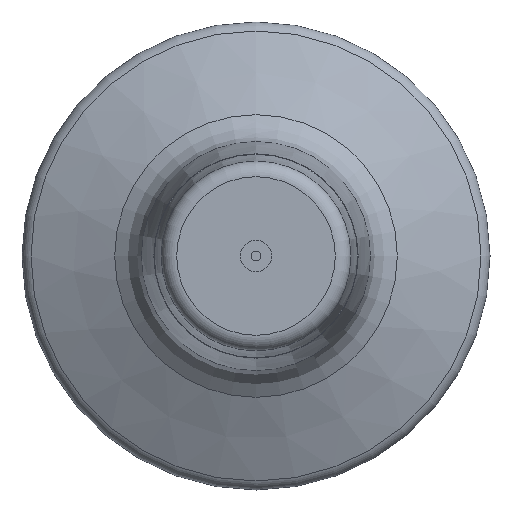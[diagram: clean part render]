
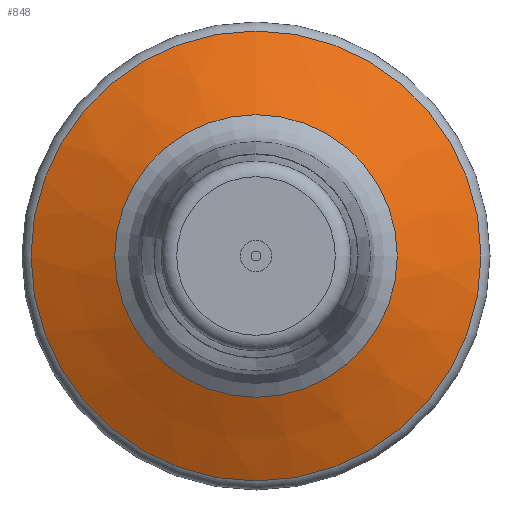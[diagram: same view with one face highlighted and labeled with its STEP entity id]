
A CAD part, front view. The second image highlights one B-rep face of the part: STEP entity #848.
In plain terms, the highlighted conical face has half-angle 65 degrees and reference radius 149.74 mm.
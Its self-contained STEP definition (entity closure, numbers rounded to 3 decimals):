
#5 = DIRECTION ( 'NONE',  ( 0., 1., 0. ) ) ;
#8 = CIRCLE ( 'NONE', #68, 288.452 ) ;
#68 = AXIS2_PLACEMENT_3D ( 'NONE', #393, #1136, #498 ) ;
#164 = ORIENTED_EDGE ( 'NONE', *, *, #180, .T. ) ;
#174 = FACE_BOUND ( 'NONE', #203, .T. ) ;
#180 = EDGE_CURVE ( 'NONE', #1225, #1225, #8, .T. ) ;
#203 = EDGE_LOOP ( 'NONE', ( #1114 ) ) ;
#255 = VERTEX_POINT ( 'NONE', #455 ) ;
#391 = CARTESIAN_POINT ( 'NONE',  ( 0., 354.573, 0. ) ) ;
#393 = CARTESIAN_POINT ( 'NONE',  ( 0., 404.615, 0. ) ) ;
#425 = CONICAL_SURFACE ( 'NONE', #572, 149.74, 1.134 ) ;
#455 = CARTESIAN_POINT ( 'NONE',  ( 0., 354.573, 181.136 ) ) ;
#474 = CARTESIAN_POINT ( 'NONE',  ( 0., 404.615, -288.452 ) ) ;
#495 = DIRECTION ( 'NONE',  ( 0., 0., 1. ) ) ;
#498 = DIRECTION ( 'NONE',  ( 0., 0., -1. ) ) ;
#569 = FACE_OUTER_BOUND ( 'NONE', #1027, .T. ) ;
#572 = AXIS2_PLACEMENT_3D ( 'NONE', #1266, #5, #1169 ) ;
#595 = CIRCLE ( 'NONE', #1146, 181.136 ) ;
#848 = ADVANCED_FACE ( 'NONE', ( #569, #174 ), #425, .T. ) ;
#995 = EDGE_CURVE ( 'NONE', #255, #255, #595, .T. ) ;
#1027 = EDGE_LOOP ( 'NONE', ( #164 ) ) ;
#1114 = ORIENTED_EDGE ( 'NONE', *, *, #995, .T. ) ;
#1135 = DIRECTION ( 'NONE',  ( 0., 1., 0. ) ) ;
#1136 = DIRECTION ( 'NONE',  ( 0., -1., 0. ) ) ;
#1146 = AXIS2_PLACEMENT_3D ( 'NONE', #391, #1135, #495 ) ;
#1169 = DIRECTION ( 'NONE',  ( 0., 0., 1. ) ) ;
#1225 = VERTEX_POINT ( 'NONE', #474 ) ;
#1266 = CARTESIAN_POINT ( 'NONE',  ( 0., 339.933, 0. ) ) ;
